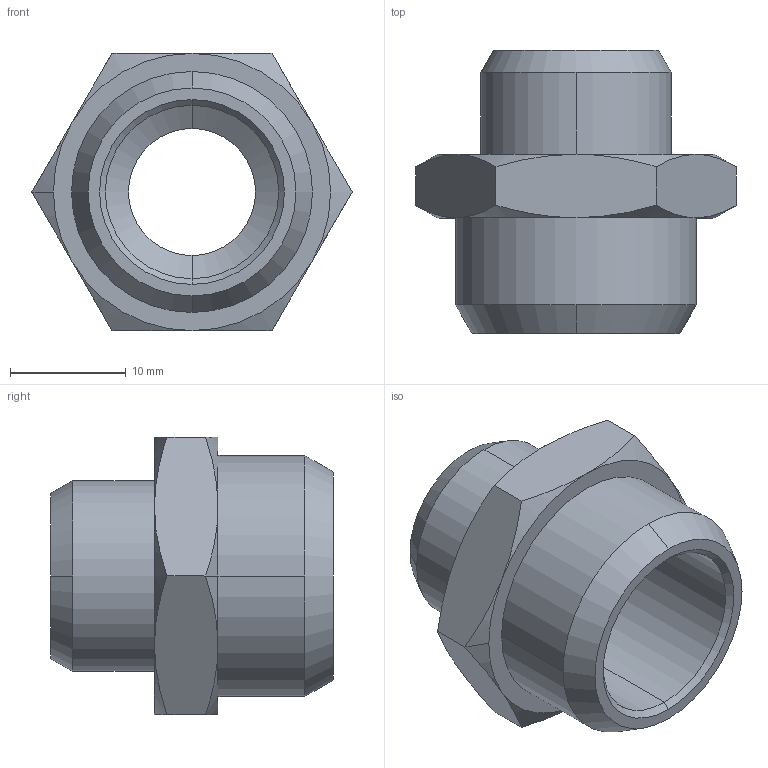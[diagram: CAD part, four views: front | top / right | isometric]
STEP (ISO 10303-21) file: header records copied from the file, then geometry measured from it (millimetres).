
FILE_DESCRIPTION (( 'STEP AP214' ), '1' );
FILE_NAME ('DRF.MM0304.STEP', '2018-09-03T10:31:17', ( '' ), ( '' ), 'SwSTEP 2.0', 'SolidWorks 2018', '' );
FILE_SCHEMA (( 'AUTOMOTIVE_DESIGN' ));
Length unit declared in the file: millimetre
Products named in the file (1): DRF.MM0304
Bounding box: 27.71 x 24.5 x 24 mm (x, y, z)
Volume: 4613.3 mm3; surface area: 3153.7 mm2
Topology: 1 solids, 1 shells, 41 faces, 90 edges, 53 vertices
Faces by surface type: cone 23, plane 10, cylinder 8
Entity records: 1395 total; most frequent: CARTESIAN_POINT 473, DIRECTION 191, ORIENTED_EDGE 180, EDGE_CURVE 90, AXIS2_PLACEMENT_3D 83, VERTEX_POINT 53, EDGE_LOOP 45, FACE_OUTER_BOUND 41
